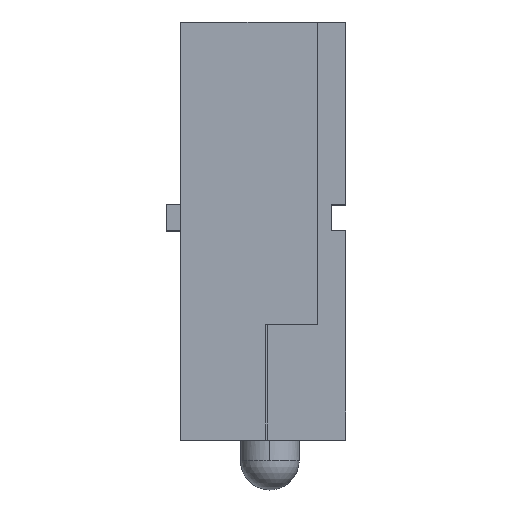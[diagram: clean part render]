
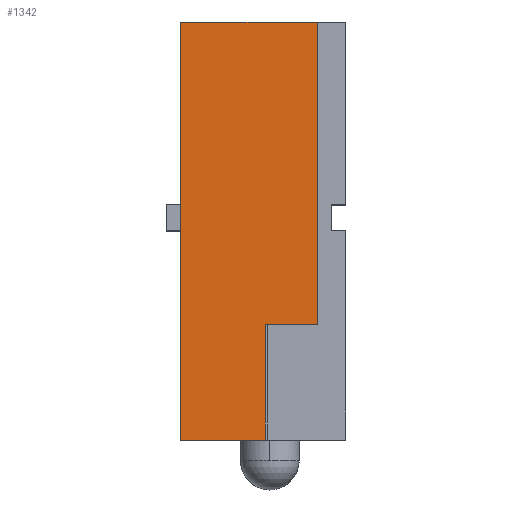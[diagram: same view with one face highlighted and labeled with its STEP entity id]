
A CAD part, top view. The second image highlights one B-rep face of the part: STEP entity #1342.
In plain terms, the highlighted planar face has unit normal (0, 0, 1).
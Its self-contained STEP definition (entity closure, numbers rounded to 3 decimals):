
#1189 = VECTOR ( 'NONE', #3115, 1000. ) ;
#1190 = VECTOR ( 'NONE', #3118, 1000. ) ;
#1199 = VECTOR ( 'NONE', #3103, 1000. ) ;
#1245 = EDGE_CURVE ( 'NONE', #1894, #1934, #3101, .T. ) ;
#1247 = EDGE_CURVE ( 'NONE', #1904, #1935, #3107, .T. ) ;
#1248 = EDGE_CURVE ( 'NONE', #1935, #1936, #3110, .T. ) ;
#1249 = EDGE_CURVE ( 'NONE', #1936, #1937, #3113, .T. ) ;
#1250 = EDGE_CURVE ( 'NONE', #1937, #1934, #3116, .T. ) ;
#1342 = ADVANCED_FACE ( 'NONE', ( #4302 ), #3421, .T. ) ;
#1683 = ORIENTED_EDGE ( 'NONE', *, *, #1245, .F. ) ;
#1685 = ORIENTED_EDGE ( 'NONE', *, *, #2687, .F. ) ;
#1686 = ORIENTED_EDGE ( 'NONE', *, *, #1247, .T. ) ;
#1687 = ORIENTED_EDGE ( 'NONE', *, *, #1249, .T. ) ;
#1688 = ORIENTED_EDGE ( 'NONE', *, *, #1248, .T. ) ;
#1689 = ORIENTED_EDGE ( 'NONE', *, *, #1250, .T. ) ;
#1894 = VERTEX_POINT ( 'NONE', #5105 ) ;
#1904 = VERTEX_POINT ( 'NONE', #5115 ) ;
#1934 = VERTEX_POINT ( 'NONE', #5145 ) ;
#1935 = VERTEX_POINT ( 'NONE', #5146 ) ;
#1936 = VERTEX_POINT ( 'NONE', #5147 ) ;
#1937 = VERTEX_POINT ( 'NONE', #5148 ) ;
#2278 = EDGE_LOOP ( 'NONE', ( #1683, #1685, #1686, #1688, #1687, #1689 ) ) ;
#2539 = VECTOR ( 'NONE', #3112, 1000. ) ;
#2541 = VECTOR ( 'NONE', #3109, 1000. ) ;
#2687 = EDGE_CURVE ( 'NONE', #1904, #1894, #5898, .T. ) ;
#3101 = LINE ( 'NONE', #3102, #1199 ) ;
#3102 = CARTESIAN_POINT ( 'NONE',  ( 7.913, -5.223, 10.08 ) ) ;
#3103 = DIRECTION ( 'NONE',  ( 0., 1., 0. ) ) ;
#3107 = LINE ( 'NONE', #3108, #2541 ) ;
#3108 = CARTESIAN_POINT ( 'NONE',  ( 10.573, -5.223, 10.08 ) ) ;
#3109 = DIRECTION ( 'NONE',  ( 0., 1., 0. ) ) ;
#3110 = LINE ( 'NONE', #3111, #2539 ) ;
#3111 = CARTESIAN_POINT ( 'NONE',  ( 10.013, -8.098, 10.08 ) ) ;
#3112 = DIRECTION ( 'NONE',  ( 1., 0., 0. ) ) ;
#3113 = LINE ( 'NONE', #3114, #1189 ) ;
#3114 = CARTESIAN_POINT ( 'NONE',  ( 12.113, -5.223, 10.08 ) ) ;
#3115 = DIRECTION ( 'NONE',  ( 0., 1., 0. ) ) ;
#3116 = LINE ( 'NONE', #3117, #1190 ) ;
#3117 = CARTESIAN_POINT ( 'NONE',  ( 10.013, 1.202, 10.08 ) ) ;
#3118 = DIRECTION ( 'NONE',  ( -1., 0., 0. ) ) ;
#3421 = PLANE ( 'NONE',  #4331 ) ;
#3422 = CARTESIAN_POINT ( 'NONE',  ( 7.493, -12.933, 10.08 ) ) ;
#3423 = DIRECTION ( 'NONE',  ( 0., 0., 1. ) ) ;
#3424 = DIRECTION ( 'NONE',  ( 1., 0., 0. ) ) ;
#4302 = FACE_OUTER_BOUND ( 'NONE', #2278, .T. ) ;
#4331 = AXIS2_PLACEMENT_3D ( 'NONE', #3422, #3423, #3424 ) ;
#5105 = CARTESIAN_POINT ( 'NONE',  ( 7.913, -11.648, 10.08 ) ) ;
#5115 = CARTESIAN_POINT ( 'NONE',  ( 10.573, -11.648, 10.08 ) ) ;
#5145 = CARTESIAN_POINT ( 'NONE',  ( 7.913, 1.202, 10.08 ) ) ;
#5146 = CARTESIAN_POINT ( 'NONE',  ( 10.573, -8.098, 10.08 ) ) ;
#5147 = CARTESIAN_POINT ( 'NONE',  ( 12.113, -8.098, 10.08 ) ) ;
#5148 = CARTESIAN_POINT ( 'NONE',  ( 12.113, 1.202, 10.08 ) ) ;
#5898 = LINE ( 'NONE', #5899, #6116 ) ;
#5899 = CARTESIAN_POINT ( 'NONE',  ( 9.243, -11.648, 10.08 ) ) ;
#5900 = DIRECTION ( 'NONE',  ( -1., 0., 0. ) ) ;
#6116 = VECTOR ( 'NONE', #5900, 1000. ) ;
